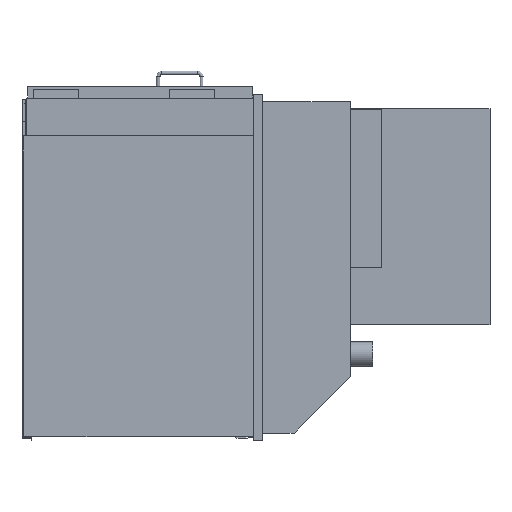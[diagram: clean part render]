
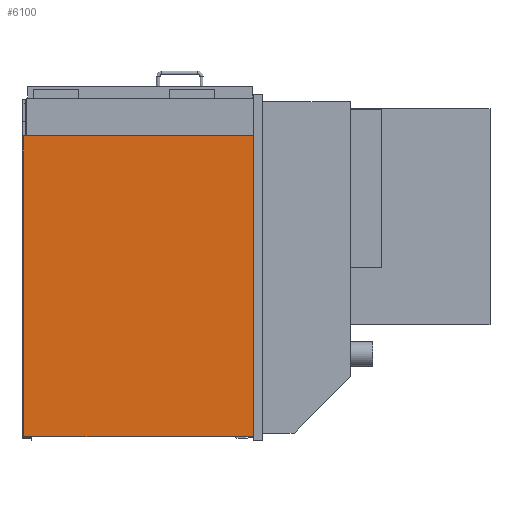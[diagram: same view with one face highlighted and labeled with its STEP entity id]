
A CAD part, left-side view. The second image highlights one B-rep face of the part: STEP entity #6100.
In plain terms, the highlighted planar face has unit normal (-1, 0, 0).
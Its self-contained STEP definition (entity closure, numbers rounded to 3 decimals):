
#393=FACE_OUTER_BOUND('',#767,.T.);
#767=EDGE_LOOP('',(#4449,#4450,#4451,#4452));
#1228=LINE('',#9164,#1963);
#1232=LINE('',#9172,#1967);
#1235=LINE('',#9178,#1970);
#1238=LINE('',#9183,#1973);
#1963=VECTOR('',#7416,10.);
#1967=VECTOR('',#7422,10.);
#1970=VECTOR('',#7427,10.);
#1973=VECTOR('',#7432,10.);
#2666=VERTEX_POINT('',#9162);
#2667=VERTEX_POINT('',#9163);
#2670=VERTEX_POINT('',#9171);
#2672=VERTEX_POINT('',#9177);
#3328=EDGE_CURVE('',#2666,#2667,#1228,.T.);
#3332=EDGE_CURVE('',#2667,#2670,#1232,.T.);
#3335=EDGE_CURVE('',#2670,#2672,#1235,.T.);
#3338=EDGE_CURVE('',#2672,#2666,#1238,.T.);
#4449=ORIENTED_EDGE('',*,*,#3338,.T.);
#4450=ORIENTED_EDGE('',*,*,#3328,.T.);
#4451=ORIENTED_EDGE('',*,*,#3332,.T.);
#4452=ORIENTED_EDGE('',*,*,#3335,.T.);
#5762=PLANE('',#6578);
#6100=ADVANCED_FACE('',(#393),#5762,.T.);
#6578=AXIS2_PLACEMENT_3D('',#9185,#7434,#7435);
#7416=DIRECTION('',(0.,0.,1.));
#7422=DIRECTION('',(0.,1.,0.));
#7427=DIRECTION('',(0.,0.,-1.));
#7432=DIRECTION('',(0.,-1.,0.));
#7434=DIRECTION('center_axis',(-1.,0.,0.));
#7435=DIRECTION('ref_axis',(0.,0.,1.));
#9162=CARTESIAN_POINT('',(-655.5,117.5,-376.));
#9163=CARTESIAN_POINT('',(-655.5,117.5,292.));
#9164=CARTESIAN_POINT('',(-655.5,117.5,-376.));
#9171=CARTESIAN_POINT('',(-655.5,627.5,292.));
#9172=CARTESIAN_POINT('',(-655.5,117.5,292.));
#9177=CARTESIAN_POINT('',(-655.5,627.5,-376.));
#9178=CARTESIAN_POINT('',(-655.5,627.5,292.));
#9183=CARTESIAN_POINT('',(-655.5,627.5,-376.));
#9185=CARTESIAN_POINT('Origin',(-655.5,372.5,-42.));
